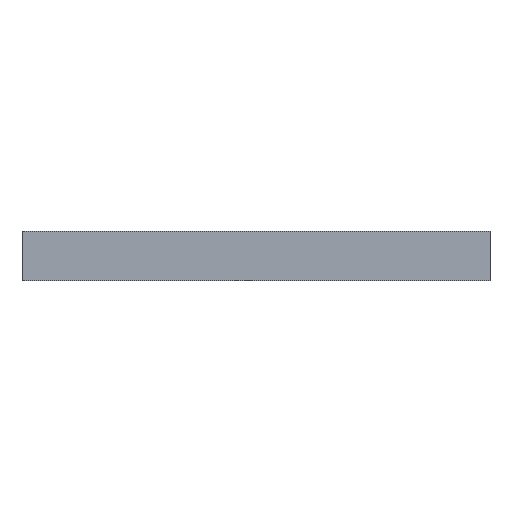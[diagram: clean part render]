
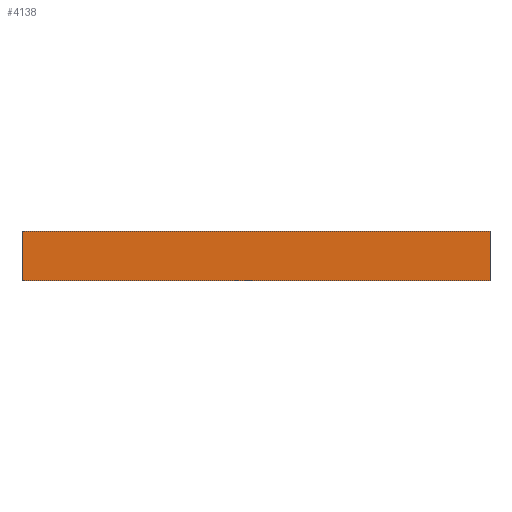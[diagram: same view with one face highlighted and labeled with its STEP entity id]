
A CAD part, front view. The second image highlights one B-rep face of the part: STEP entity #4138.
In plain terms, the highlighted planar face has unit normal (0, -1, 0).
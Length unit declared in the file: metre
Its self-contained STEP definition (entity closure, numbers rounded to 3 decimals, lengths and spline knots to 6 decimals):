
#301=LINE('',#6345,#803);
#304=LINE('',#6351,#806);
#305=LINE('',#6353,#807);
#306=LINE('',#6355,#808);
#803=VECTOR('',#5142,1.);
#806=VECTOR('',#5147,1.);
#807=VECTOR('',#5148,1.);
#808=VECTOR('',#5149,1.);
#1492=ORIENTED_EDGE('',*,*,#2604,.T.);
#1493=ORIENTED_EDGE('',*,*,#2605,.F.);
#1494=ORIENTED_EDGE('',*,*,#2606,.F.);
#1495=ORIENTED_EDGE('',*,*,#2601,.T.);
#2601=EDGE_CURVE('',#3126,#3124,#301,.T.);
#2604=EDGE_CURVE('',#3124,#3128,#304,.T.);
#2605=EDGE_CURVE('',#3129,#3128,#305,.T.);
#2606=EDGE_CURVE('',#3126,#3129,#306,.T.);
#3124=VERTEX_POINT('',#6343);
#3126=VERTEX_POINT('',#6346);
#3128=VERTEX_POINT('',#6352);
#3129=VERTEX_POINT('',#6354);
#3550=EDGE_LOOP('',(#1492,#1493,#1494,#1495));
#3766=FACE_BOUND('',#3550,.T.);
#3954=PLANE('',#4423);
#4138=ADVANCED_FACE('',(#3766),#3954,.F.);
#4423=AXIS2_PLACEMENT_3D('',#6350,#5145,#5146);
#5142=DIRECTION('',(0.,0.,-1.));
#5145=DIRECTION('',(0.,1.,0.));
#5146=DIRECTION('',(0.,0.,1.));
#5147=DIRECTION('',(1.,0.,0.));
#5148=DIRECTION('',(0.,0.,-1.));
#5149=DIRECTION('',(1.,0.,0.));
#6343=CARTESIAN_POINT('',(-0.05893,-0.015792,0.));
#6345=CARTESIAN_POINT('',(-0.05893,-0.015792,0.012387));
#6346=CARTESIAN_POINT('',(-0.05893,-0.015792,0.012387));
#6350=CARTESIAN_POINT('',(-0.000463,-0.015792,0.012387));
#6351=CARTESIAN_POINT('',(-0.000463,-0.015792,0.));
#6352=CARTESIAN_POINT('',(0.058004,-0.015792,0.));
#6353=CARTESIAN_POINT('',(0.058004,-0.015792,0.012387));
#6354=CARTESIAN_POINT('',(0.058004,-0.015792,0.012387));
#6355=CARTESIAN_POINT('',(-0.000463,-0.015792,0.012387));
